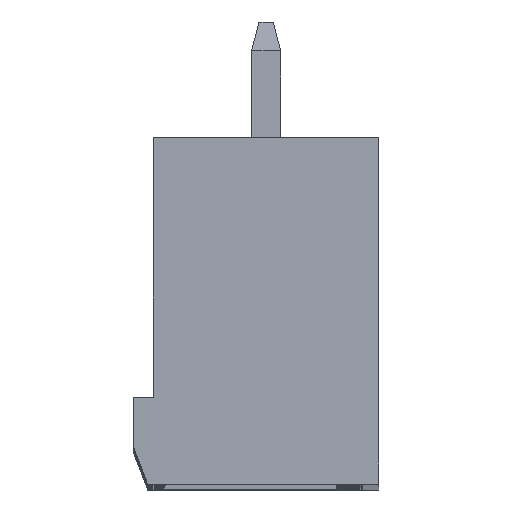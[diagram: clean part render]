
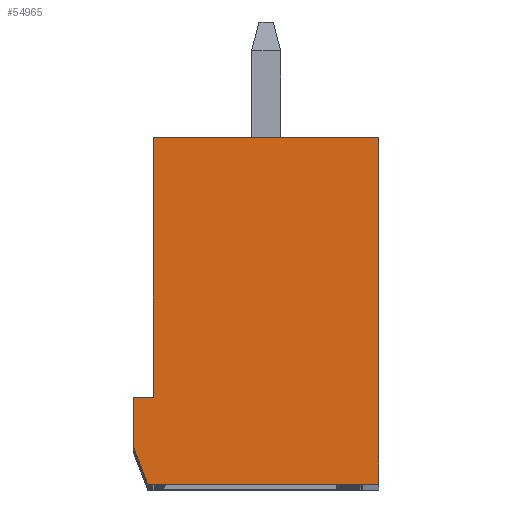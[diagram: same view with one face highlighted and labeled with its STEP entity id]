
A CAD part, top view. The second image highlights one B-rep face of the part: STEP entity #54965.
In plain terms, the highlighted planar face has unit normal (0, 0, 1).
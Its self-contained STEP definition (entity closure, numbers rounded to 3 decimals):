
#28=DIRECTION('',(0.,-1.,0.));
#29=VECTOR('',#28,1.7);
#30=CARTESIAN_POINT('',(-4.6,3.,117.54));
#31=LINE('',#30,#29);
#120=DIRECTION('',(-1.,0.,0.));
#121=VECTOR('',#120,0.7);
#122=CARTESIAN_POINT('',(-3.9,3.,117.54));
#123=LINE('',#122,#121);
#132=DIRECTION('',(0.,-1.,0.));
#133=VECTOR('',#132,9.);
#134=CARTESIAN_POINT('',(-3.9,12.,117.54));
#135=LINE('',#134,#133);
#148=DIRECTION('',(-1.,0.,0.));
#149=VECTOR('',#148,7.8);
#150=CARTESIAN_POINT('',(3.9,12.,117.54));
#151=LINE('',#150,#149);
#248=DIRECTION('',(0.,1.,0.));
#249=VECTOR('',#248,12.);
#250=CARTESIAN_POINT('',(3.9,0.,117.54));
#251=LINE('',#250,#249);
#637=DIRECTION('',(1.,0.,0.));
#638=VECTOR('',#637,8.);
#639=CARTESIAN_POINT('',(-4.1,0.,117.54));
#640=LINE('',#639,#638);
#19408=DIRECTION('',(-0.359,0.933,0.));
#19409=VECTOR('',#19408,1.393);
#19410=CARTESIAN_POINT('',(-4.1,0.,117.54));
#19411=LINE('',#19410,#19409);
#21619=CARTESIAN_POINT('',(-4.1,0.,117.54));
#21620=VERTEX_POINT('',#21619);
#21621=CARTESIAN_POINT('',(3.9,0.,117.54));
#21622=VERTEX_POINT('',#21621);
#21623=CARTESIAN_POINT('',(-4.6,1.3,117.54));
#21624=VERTEX_POINT('',#21623);
#21625=CARTESIAN_POINT('',(3.9,12.,117.54));
#21626=VERTEX_POINT('',#21625);
#21627=CARTESIAN_POINT('',(-3.9,12.,117.54));
#21628=VERTEX_POINT('',#21627);
#21629=CARTESIAN_POINT('',(-4.6,3.,117.54));
#21630=VERTEX_POINT('',#21629);
#21631=CARTESIAN_POINT('',(-3.9,3.,117.54));
#21632=VERTEX_POINT('',#21631);
#54951=CARTESIAN_POINT('',(0.,0.,117.54));
#54952=DIRECTION('',(0.,0.,-1.));
#54953=DIRECTION('',(-1.,0.,0.));
#54954=AXIS2_PLACEMENT_3D('',#54951,#54952,#54953);
#54955=PLANE('',#54954);
#54956=ORIENTED_EDGE('',*,*,#27362,.F.);
#54957=ORIENTED_EDGE('',*,*,#54944,.T.);
#54958=ORIENTED_EDGE('',*,*,#26840,.F.);
#54959=ORIENTED_EDGE('',*,*,#26947,.F.);
#54960=ORIENTED_EDGE('',*,*,#26962,.F.);
#54961=ORIENTED_EDGE('',*,*,#26985,.F.);
#54962=ORIENTED_EDGE('',*,*,#27176,.F.);
#54963=EDGE_LOOP('',(#54956,#54957,#54958,#54959,#54960,#54961,#54962));
#54964=FACE_OUTER_BOUND('',#54963,.F.);
#54965=ADVANCED_FACE('',(#54964),#54955,.F.);
#26840=EDGE_CURVE('',#21630,#21624,#31,.T.);
#26947=EDGE_CURVE('',#21632,#21630,#123,.T.);
#26962=EDGE_CURVE('',#21628,#21632,#135,.T.);
#26985=EDGE_CURVE('',#21626,#21628,#151,.T.);
#27176=EDGE_CURVE('',#21622,#21626,#251,.T.);
#27362=EDGE_CURVE('',#21620,#21622,#640,.T.);
#54944=EDGE_CURVE('',#21620,#21624,#19411,.T.);
